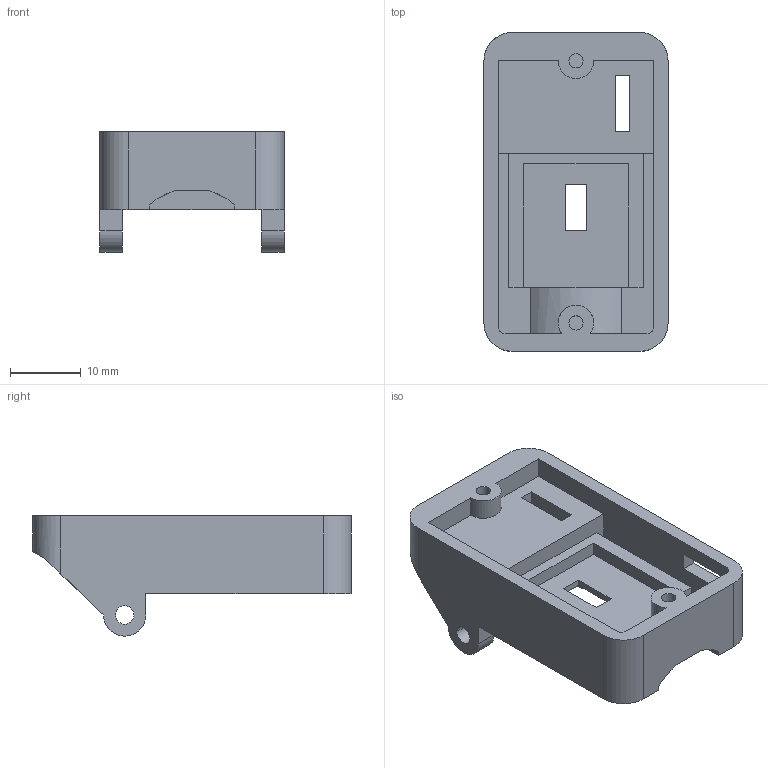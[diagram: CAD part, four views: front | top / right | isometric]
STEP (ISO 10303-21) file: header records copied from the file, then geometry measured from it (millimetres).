
FILE_DESCRIPTION (( 'STEP AP203' ), '1' );
FILE_NAME ('oximeter_bawahv4.STEP', '2021-06-14T03:15:16', ( '' ), ( '' ), 'SwSTEP 2.0', 'SolidWorks 2017', '' );
FILE_SCHEMA (( 'CONFIG_CONTROL_DESIGN' ));
Length unit declared in the file: millimetre
Products named in the file (1): oximeter_bawahv4
Bounding box: 26 x 45 x 17 mm (x, y, z)
Volume: 5454.4 mm3; surface area: 5531.9 mm2
Topology: 1 solids, 1 shells, 83 faces, 230 edges, 152 vertices
Faces by surface type: plane 58, cylinder 25
Entity records: 2772 total; most frequent: CARTESIAN_POINT 517, ORIENTED_EDGE 460, DIRECTION 441, EDGE_CURVE 230, VECTOR 173, LINE 173, VERTEX_POINT 152, AXIS2_PLACEMENT_3D 134
